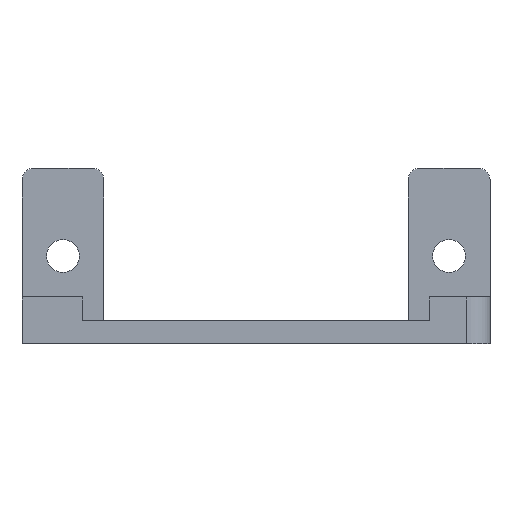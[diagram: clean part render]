
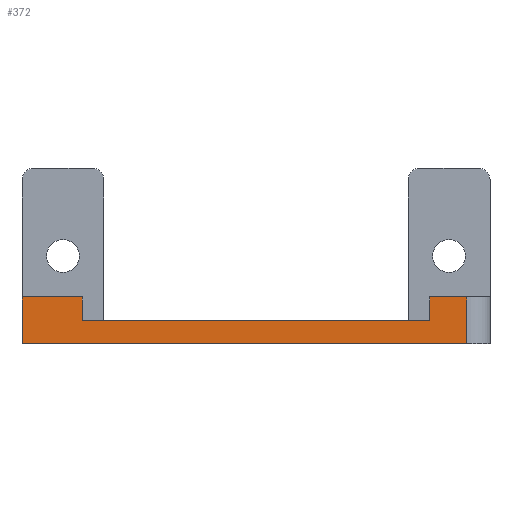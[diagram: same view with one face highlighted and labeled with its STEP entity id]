
A CAD part, front view. The second image highlights one B-rep face of the part: STEP entity #372.
In plain terms, the highlighted planar face has unit normal (0, -1, 0).
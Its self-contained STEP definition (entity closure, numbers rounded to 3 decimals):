
#21 = EDGE_CURVE('',#22,#24,#26,.T.);
#22 = VERTEX_POINT('',#23);
#23 = CARTESIAN_POINT('',(-40.,-40.,0.));
#24 = VERTEX_POINT('',#25);
#25 = CARTESIAN_POINT('',(36.,-40.,0.));
#26 = LINE('',#27,#28);
#27 = CARTESIAN_POINT('',(-40.,-40.,0.));
#28 = VECTOR('',#29,1.);
#29 = DIRECTION('',(1.,0.,0.));
#372 = ADVANCED_FACE('',(#373),#430,.T.);
#373 = FACE_BOUND('',#374,.T.);
#374 = EDGE_LOOP('',(#375,#376,#384,#392,#400,#408,#416,#424));
#375 = ORIENTED_EDGE('',*,*,#21,.T.);
#376 = ORIENTED_EDGE('',*,*,#377,.T.);
#377 = EDGE_CURVE('',#24,#378,#380,.T.);
#378 = VERTEX_POINT('',#379);
#379 = CARTESIAN_POINT('',(36.,-40.,8.));
#380 = LINE('',#381,#382);
#381 = CARTESIAN_POINT('',(36.,-40.,0.));
#382 = VECTOR('',#383,1.);
#383 = DIRECTION('',(0.,0.,1.));
#384 = ORIENTED_EDGE('',*,*,#385,.F.);
#385 = EDGE_CURVE('',#386,#378,#388,.T.);
#386 = VERTEX_POINT('',#387);
#387 = CARTESIAN_POINT('',(29.7,-40.,8.));
#388 = LINE('',#389,#390);
#389 = CARTESIAN_POINT('',(29.7,-40.,8.));
#390 = VECTOR('',#391,1.);
#391 = DIRECTION('',(1.,0.,0.));
#392 = ORIENTED_EDGE('',*,*,#393,.F.);
#393 = EDGE_CURVE('',#394,#386,#396,.T.);
#394 = VERTEX_POINT('',#395);
#395 = CARTESIAN_POINT('',(29.7,-40.,4.));
#396 = LINE('',#397,#398);
#397 = CARTESIAN_POINT('',(29.7,-40.,4.));
#398 = VECTOR('',#399,1.);
#399 = DIRECTION('',(0.,0.,1.));
#400 = ORIENTED_EDGE('',*,*,#401,.F.);
#401 = EDGE_CURVE('',#402,#394,#404,.T.);
#402 = VERTEX_POINT('',#403);
#403 = CARTESIAN_POINT('',(-29.7,-40.,4.));
#404 = LINE('',#405,#406);
#405 = CARTESIAN_POINT('',(-40.,-40.,4.));
#406 = VECTOR('',#407,1.);
#407 = DIRECTION('',(1.,0.,0.));
#408 = ORIENTED_EDGE('',*,*,#409,.T.);
#409 = EDGE_CURVE('',#402,#410,#412,.T.);
#410 = VERTEX_POINT('',#411);
#411 = CARTESIAN_POINT('',(-29.7,-40.,8.));
#412 = LINE('',#413,#414);
#413 = CARTESIAN_POINT('',(-29.7,-40.,4.));
#414 = VECTOR('',#415,1.);
#415 = DIRECTION('',(0.,0.,1.));
#416 = ORIENTED_EDGE('',*,*,#417,.F.);
#417 = EDGE_CURVE('',#418,#410,#420,.T.);
#418 = VERTEX_POINT('',#419);
#419 = CARTESIAN_POINT('',(-40.,-40.,8.));
#420 = LINE('',#421,#422);
#421 = CARTESIAN_POINT('',(-40.,-40.,8.));
#422 = VECTOR('',#423,1.);
#423 = DIRECTION('',(1.,0.,0.));
#424 = ORIENTED_EDGE('',*,*,#425,.F.);
#425 = EDGE_CURVE('',#22,#418,#426,.T.);
#426 = LINE('',#427,#428);
#427 = CARTESIAN_POINT('',(-40.,-40.,0.));
#428 = VECTOR('',#429,1.);
#429 = DIRECTION('',(0.,0.,1.));
#430 = PLANE('',#431);
#431 = AXIS2_PLACEMENT_3D('',#432,#433,#434);
#432 = CARTESIAN_POINT('',(0.,-40.,2.796));
#433 = DIRECTION('',(-0.,-1.,-0.));
#434 = DIRECTION('',(0.,0.,-1.));
